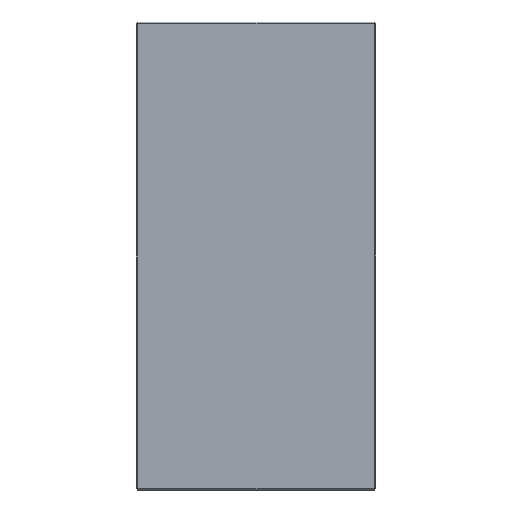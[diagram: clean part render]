
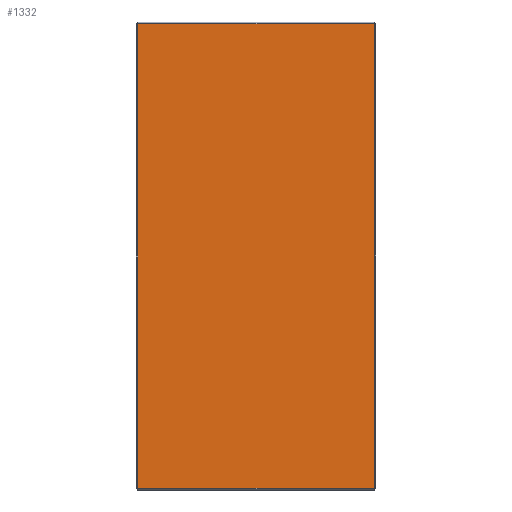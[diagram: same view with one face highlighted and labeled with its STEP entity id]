
A CAD part, front view. The second image highlights one B-rep face of the part: STEP entity #1332.
In plain terms, the highlighted planar face has unit normal (0, -1, 0).
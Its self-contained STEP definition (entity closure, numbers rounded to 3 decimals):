
#295 = EDGE_LOOP ( 'NONE', ( #951, #2189, #2196, #813 ) ) ;
#549 = VERTEX_POINT ( 'NONE', #883 ) ;
#588 = LINE ( 'NONE', #2698, #2381 ) ;
#594 = DIRECTION ( 'NONE',  ( 0., 0., -1. ) ) ;
#625 = DIRECTION ( 'NONE',  ( 0., 1., 0. ) ) ;
#636 = CARTESIAN_POINT ( 'NONE',  ( 150.8, -1.2, 296.8 ) ) ;
#786 = DIRECTION ( 'NONE',  ( 0., 0., 1. ) ) ;
#796 = VERTEX_POINT ( 'NONE', #2321 ) ;
#813 = ORIENTED_EDGE ( 'NONE', *, *, #1467, .F. ) ;
#842 = CARTESIAN_POINT ( 'NONE',  ( 150.8, -1.2, 296.8 ) ) ;
#883 = CARTESIAN_POINT ( 'NONE',  ( -150.8, -1.2, 296.8 ) ) ;
#918 = EDGE_CURVE ( 'NONE', #549, #1173, #1276, .T. ) ;
#951 = ORIENTED_EDGE ( 'NONE', *, *, #1115, .F. ) ;
#1018 = CARTESIAN_POINT ( 'NONE',  ( -150.8, -1.2, -296.8 ) ) ;
#1115 = EDGE_CURVE ( 'NONE', #1173, #1151, #2343, .T. ) ;
#1151 = VERTEX_POINT ( 'NONE', #1264 ) ;
#1173 = VERTEX_POINT ( 'NONE', #636 ) ;
#1264 = CARTESIAN_POINT ( 'NONE',  ( 150.8, -1.2, -296.8 ) ) ;
#1276 = LINE ( 'NONE', #2080, #2406 ) ;
#1332 = ADVANCED_FACE ( 'NONE', ( #2672 ), #2864, .F. ) ;
#1467 = EDGE_CURVE ( 'NONE', #1151, #796, #588, .T. ) ;
#1624 = EDGE_CURVE ( 'NONE', #796, #549, #2443, .T. ) ;
#1857 = DIRECTION ( 'NONE',  ( 1., 0., 0. ) ) ;
#1911 = AXIS2_PLACEMENT_3D ( 'NONE', #2648, #625, #2209 ) ;
#1942 = VECTOR ( 'NONE', #786, 1000. ) ;
#2080 = CARTESIAN_POINT ( 'NONE',  ( 153., -1.2, 296.8 ) ) ;
#2189 = ORIENTED_EDGE ( 'NONE', *, *, #918, .F. ) ;
#2196 = ORIENTED_EDGE ( 'NONE', *, *, #1624, .F. ) ;
#2209 = DIRECTION ( 'NONE',  ( 0., 0., 1. ) ) ;
#2321 = CARTESIAN_POINT ( 'NONE',  ( -150.8, -1.2, -296.8 ) ) ;
#2343 = LINE ( 'NONE', #842, #2804 ) ;
#2381 = VECTOR ( 'NONE', #2504, 1000. ) ;
#2406 = VECTOR ( 'NONE', #1857, 1000. ) ;
#2443 = LINE ( 'NONE', #1018, #1942 ) ;
#2504 = DIRECTION ( 'NONE',  ( -1., 0., 0. ) ) ;
#2648 = CARTESIAN_POINT ( 'NONE',  ( 0., -1.2, 0. ) ) ;
#2672 = FACE_OUTER_BOUND ( 'NONE', #295, .T. ) ;
#2698 = CARTESIAN_POINT ( 'NONE',  ( 153., -1.2, -296.8 ) ) ;
#2804 = VECTOR ( 'NONE', #594, 1000. ) ;
#2864 = PLANE ( 'NONE',  #1911 ) ;
